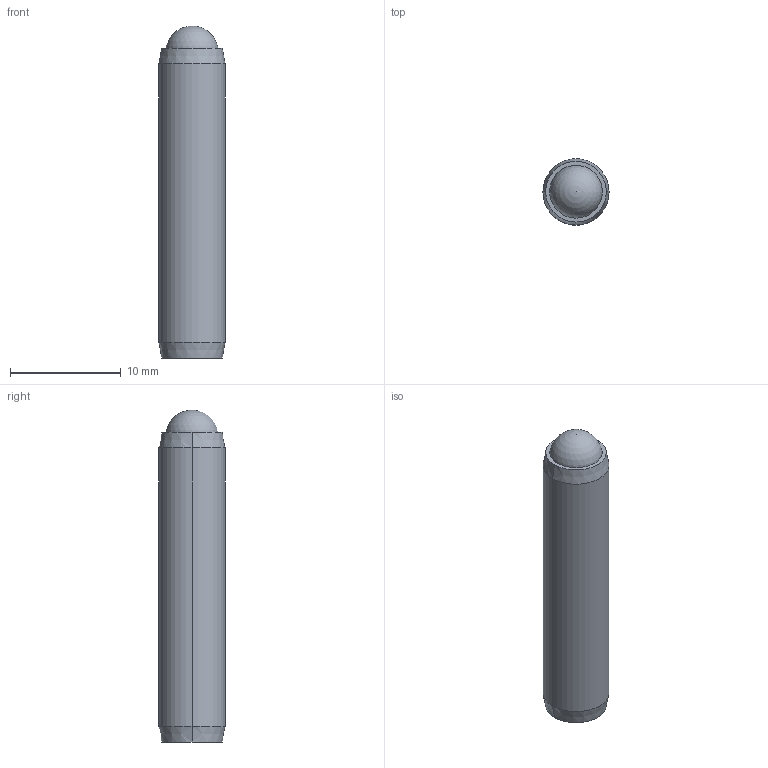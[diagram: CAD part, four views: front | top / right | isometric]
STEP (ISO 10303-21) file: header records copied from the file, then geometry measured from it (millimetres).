
FILE_DESCRIPTION (( 'STEP AP203' ), '1' );
FILE_NAME ('TTN102532-E0W.STEP', '2016-07-22T18:35:08', ( 'admin' ), ( '' ), 'SwSTEP 2.0', 'SolidWorks 2016', '' );
FILE_SCHEMA (( 'CONFIG_CONTROL_DESIGN' ));
Length unit declared in the file: millimetre
Products named in the file (1): TTN102532-E0W
Bounding box: 5.98 x 5.98 x 30.03 mm (x, y, z)
Volume: 788.5 mm3; surface area: 691.3 mm2
Topology: 2 solids, 2 shells, 27 faces, 54 edges, 29 vertices
Faces by surface type: cone 12, plane 9, cylinder 4, sphere 2
Entity records: 743 total; most frequent: CARTESIAN_POINT 141, DIRECTION 118, ORIENTED_EDGE 96, AXIS2_PLACEMENT_3D 48, EDGE_CURVE 48, EDGE_LOOP 29, VERTEX_POINT 27, ADVANCED_FACE 27
